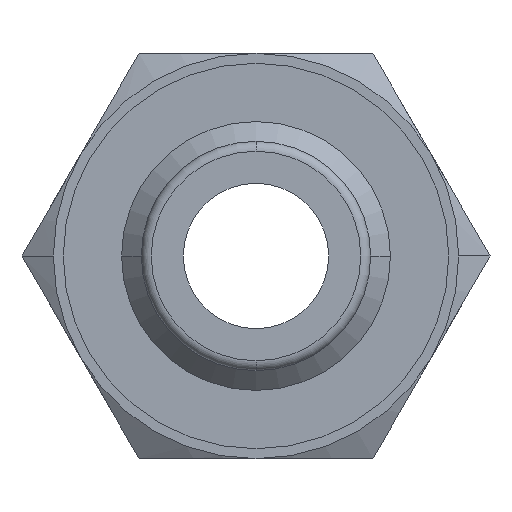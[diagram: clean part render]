
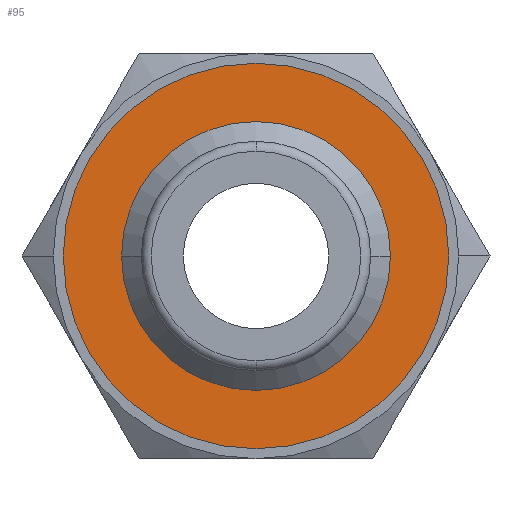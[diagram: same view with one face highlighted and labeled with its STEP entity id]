
A CAD part, front view. The second image highlights one B-rep face of the part: STEP entity #95.
In plain terms, the highlighted planar face has unit normal (0, -1, 0).
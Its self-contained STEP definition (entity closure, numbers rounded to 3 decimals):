
#95=ADVANCED_FACE('',(#230,#231),#232,.T.);
#230=FACE_OUTER_BOUND('',#409,.T.);
#231=FACE_BOUND('',#410,.T.);
#232=PLANE('',#411);
#409=EDGE_LOOP('',(#620,#621));
#410=EDGE_LOOP('',(#622,#623));
#411=AXIS2_PLACEMENT_3D('',#624,#625,#626);
#620=ORIENTED_EDGE('',*,*,#1048,.T.);
#621=ORIENTED_EDGE('',*,*,#1049,.T.);
#622=ORIENTED_EDGE('',*,*,#1050,.F.);
#623=ORIENTED_EDGE('',*,*,#1051,.F.);
#624=CARTESIAN_POINT('',(0.0,34.0,0.0));
#625=DIRECTION('',(0.0,-1.0,0.0));
#626=DIRECTION('',(-1.0,0.0,0.0));
#1048=EDGE_CURVE('',#1246,#1247,#1248,.T.);
#1049=EDGE_CURVE('',#1247,#1246,#1249,.T.);
#1050=EDGE_CURVE('',#1250,#1251,#1252,.T.);
#1051=EDGE_CURVE('',#1251,#1250,#1253,.T.);
#1246=VERTEX_POINT('',#1539);
#1247=VERTEX_POINT('',#1540);
#1248=CIRCLE('',#1541,19.5);
#1249=CIRCLE('',#1542,19.5);
#1250=VERTEX_POINT('',#1543);
#1251=VERTEX_POINT('',#1544);
#1252=CIRCLE('',#1545,13.6);
#1253=CIRCLE('',#1546,13.6);
#1539=CARTESIAN_POINT('',(19.5,34.0,0.0));
#1540=CARTESIAN_POINT('',(-19.5,34.0,0.));
#1541=AXIS2_PLACEMENT_3D('',#2019,#2020,#2021);
#1542=AXIS2_PLACEMENT_3D('',#2022,#2023,#2024);
#1543=CARTESIAN_POINT('',(-13.6,34.0,0.));
#1544=CARTESIAN_POINT('',(13.6,34.0,0.));
#1545=AXIS2_PLACEMENT_3D('',#2025,#2026,#2027);
#1546=AXIS2_PLACEMENT_3D('',#2028,#2029,#2030);
#2019=CARTESIAN_POINT('',(0.0,34.0,0.0));
#2020=DIRECTION('',(0.0,-1.0,0.0));
#2021=DIRECTION('',(1.0,0.0,0.0));
#2022=CARTESIAN_POINT('',(0.0,34.0,0.0));
#2023=DIRECTION('',(0.0,-1.0,0.0));
#2024=DIRECTION('',(1.0,0.0,0.0));
#2025=CARTESIAN_POINT('',(0.0,34.0,0.0));
#2026=DIRECTION('',(0.0,-1.0,0.0));
#2027=DIRECTION('',(1.0,0.0,0.0));
#2028=CARTESIAN_POINT('',(0.0,34.0,0.0));
#2029=DIRECTION('',(0.0,-1.0,0.0));
#2030=DIRECTION('',(1.0,0.0,0.0));
